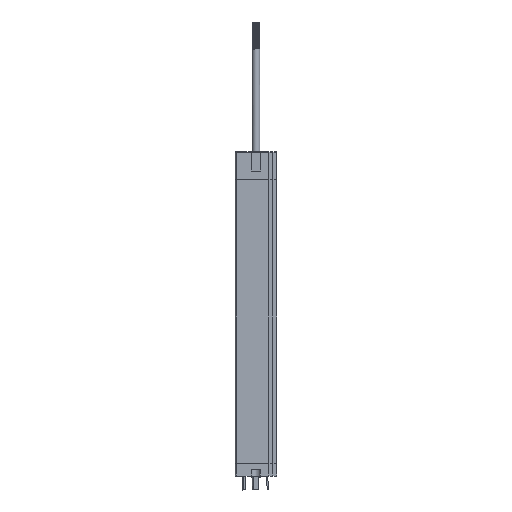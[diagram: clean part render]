
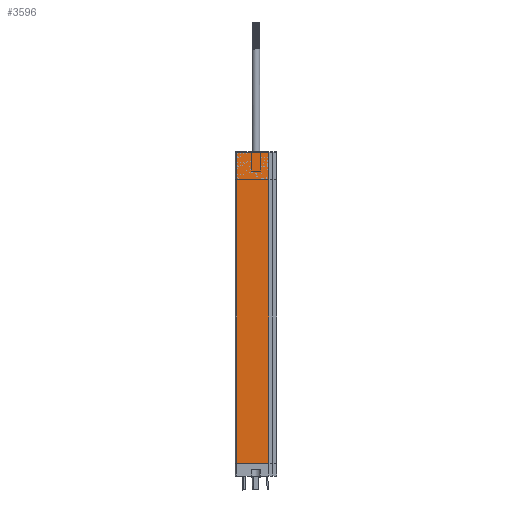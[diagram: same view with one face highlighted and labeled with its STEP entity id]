
A CAD part, left-side view. The second image highlights one B-rep face of the part: STEP entity #3596.
In plain terms, the highlighted planar face has unit normal (-1, 0, 0).
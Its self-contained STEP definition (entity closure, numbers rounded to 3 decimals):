
#32 = PLANE('',#33);
#33 = AXIS2_PLACEMENT_3D('',#34,#35,#36);
#34 = CARTESIAN_POINT('',(-16.393,14.989,246.28));
#35 = DIRECTION('',(0.,0.,1.));
#36 = DIRECTION('',(1.,0.,0.));
#832 = VERTEX_POINT('',#833);
#833 = CARTESIAN_POINT('',(-32.785,31.57,246.28));
#852 = CYLINDRICAL_SURFACE('',#853,1.);
#853 = AXIS2_PLACEMENT_3D('',#854,#855,#856);
#854 = CARTESIAN_POINT('',(-31.785,31.57,0.));
#855 = DIRECTION('',(0.,0.,1.));
#856 = DIRECTION('',(1.,0.,0.));
#886 = EDGE_CURVE('',#887,#832,#889,.T.);
#887 = VERTEX_POINT('',#888);
#888 = CARTESIAN_POINT('',(-32.785,6.01,246.28));
#889 = SURFACE_CURVE('',#890,(#894,#901),.PCURVE_S1.);
#890 = LINE('',#891,#892);
#891 = CARTESIAN_POINT('',(-32.785,6.01,246.28));
#892 = VECTOR('',#893,1.);
#893 = DIRECTION('',(0.,1.,0.));
#894 = PCURVE('',#32,#895);
#895 = DEFINITIONAL_REPRESENTATION('',(#896),#900);
#896 = LINE('',#897,#898);
#897 = CARTESIAN_POINT('',(-16.393,-8.979));
#898 = VECTOR('',#899,1.);
#899 = DIRECTION('',(0.,1.));
#900 = ( GEOMETRIC_REPRESENTATION_CONTEXT(2) 
PARAMETRIC_REPRESENTATION_CONTEXT() REPRESENTATION_CONTEXT('2D SPACE',''
  ) );
#901 = PCURVE('',#902,#907);
#902 = PLANE('',#903);
#903 = AXIS2_PLACEMENT_3D('',#904,#905,#906);
#904 = CARTESIAN_POINT('',(-32.785,25.87,0.));
#905 = DIRECTION('',(-1.,0.,0.));
#906 = DIRECTION('',(0.,0.,-1.));
#907 = DEFINITIONAL_REPRESENTATION('',(#908),#912);
#908 = LINE('',#909,#910);
#909 = CARTESIAN_POINT('',(-246.28,19.86));
#910 = VECTOR('',#911,1.);
#911 = DIRECTION('',(0.,-1.));
#912 = ( GEOMETRIC_REPRESENTATION_CONTEXT(2) 
PARAMETRIC_REPRESENTATION_CONTEXT() REPRESENTATION_CONTEXT('2D SPACE',''
  ) );
#930 = PLANE('',#931);
#931 = AXIS2_PLACEMENT_3D('',#932,#933,#934);
#932 = CARTESIAN_POINT('',(-31.418,6.01,0.));
#933 = DIRECTION('',(0.,-1.,0.));
#934 = DIRECTION('',(0.,0.,-1.));
#1381 = PLANE('',#1382);
#1382 = AXIS2_PLACEMENT_3D('',#1383,#1384,#1385);
#1383 = CARTESIAN_POINT('',(-16.393,14.989,0.));
#1384 = DIRECTION('',(0.,0.,1.));
#1385 = DIRECTION('',(1.,0.,0.));
#3553 = EDGE_CURVE('',#3554,#887,#3556,.T.);
#3554 = VERTEX_POINT('',#3555);
#3555 = CARTESIAN_POINT('',(-32.785,6.01,0.));
#3556 = SURFACE_CURVE('',#3557,(#3561,#3568),.PCURVE_S1.);
#3557 = LINE('',#3558,#3559);
#3558 = CARTESIAN_POINT('',(-32.785,6.01,0.));
#3559 = VECTOR('',#3560,1.);
#3560 = DIRECTION('',(0.,0.,1.));
#3561 = PCURVE('',#930,#3562);
#3562 = DEFINITIONAL_REPRESENTATION('',(#3563),#3567);
#3563 = LINE('',#3564,#3565);
#3564 = CARTESIAN_POINT('',(0.,-1.368));
#3565 = VECTOR('',#3566,1.);
#3566 = DIRECTION('',(-1.,0.));
#3567 = ( GEOMETRIC_REPRESENTATION_CONTEXT(2) 
PARAMETRIC_REPRESENTATION_CONTEXT() REPRESENTATION_CONTEXT('2D SPACE',''
  ) );
#3568 = PCURVE('',#902,#3569);
#3569 = DEFINITIONAL_REPRESENTATION('',(#3570),#3574);
#3570 = LINE('',#3571,#3572);
#3571 = CARTESIAN_POINT('',(0.,19.86));
#3572 = VECTOR('',#3573,1.);
#3573 = DIRECTION('',(-1.,0.));
#3574 = ( GEOMETRIC_REPRESENTATION_CONTEXT(2) 
PARAMETRIC_REPRESENTATION_CONTEXT() REPRESENTATION_CONTEXT('2D SPACE',''
  ) );
#3596 = ADVANCED_FACE('',(#3597),#902,.T.);
#3597 = FACE_BOUND('',#3598,.T.);
#3598 = EDGE_LOOP('',(#3599,#3600,#3601,#3646));
#3599 = ORIENTED_EDGE('',*,*,#3553,.T.);
#3600 = ORIENTED_EDGE('',*,*,#886,.T.);
#3601 = ORIENTED_EDGE('',*,*,#3602,.F.);
#3602 = EDGE_CURVE('',#3603,#832,#3605,.T.);
#3603 = VERTEX_POINT('',#3604);
#3604 = CARTESIAN_POINT('',(-32.785,31.57,0.));
#3605 = SURFACE_CURVE('',#3606,(#3610,#3617),.PCURVE_S1.);
#3606 = LINE('',#3607,#3608);
#3607 = CARTESIAN_POINT('',(-32.785,31.57,0.));
#3608 = VECTOR('',#3609,1.);
#3609 = DIRECTION('',(0.,0.,1.));
#3610 = PCURVE('',#902,#3611);
#3611 = DEFINITIONAL_REPRESENTATION('',(#3612),#3616);
#3612 = LINE('',#3613,#3614);
#3613 = CARTESIAN_POINT('',(0.,-5.7));
#3614 = VECTOR('',#3615,1.);
#3615 = DIRECTION('',(-1.,0.));
#3616 = ( GEOMETRIC_REPRESENTATION_CONTEXT(2) 
PARAMETRIC_REPRESENTATION_CONTEXT() REPRESENTATION_CONTEXT('2D SPACE',''
  ) );
#3617 = PCURVE('',#852,#3618);
#3618 = DEFINITIONAL_REPRESENTATION('',(#3619),#3645);
#3619 = B_SPLINE_CURVE_WITH_KNOTS('',3,(#3620,#3621,#3622,#3623,#3624,
    #3625,#3626,#3627,#3628,#3629,#3630,#3631,#3632,#3633,#3634,#3635,
    #3636,#3637,#3638,#3639,#3640,#3641,#3642,#3643,#3644),
  .UNSPECIFIED.,.F.,.F.,(4,1,1,1,1,1,1,1,1,1,1,1,1,1,1,1,1,1,1,1,1,1,4),
  (0.,11.195,22.389,33.584,
    44.778,55.973,67.167,78.362,
    89.556,100.751,111.945,123.14,
    134.335,145.529,156.724,167.918,
    179.113,190.307,201.502,212.696,
    223.891,235.085,246.28),.QUASI_UNIFORM_KNOTS.);
#3620 = CARTESIAN_POINT('',(3.142,0.));
#3621 = CARTESIAN_POINT('',(3.142,3.732));
#3622 = CARTESIAN_POINT('',(3.142,11.195));
#3623 = CARTESIAN_POINT('',(3.142,22.389));
#3624 = CARTESIAN_POINT('',(3.142,33.584));
#3625 = CARTESIAN_POINT('',(3.142,44.778));
#3626 = CARTESIAN_POINT('',(3.142,55.973));
#3627 = CARTESIAN_POINT('',(3.142,67.167));
#3628 = CARTESIAN_POINT('',(3.142,78.362));
#3629 = CARTESIAN_POINT('',(3.142,89.556));
#3630 = CARTESIAN_POINT('',(3.142,100.751));
#3631 = CARTESIAN_POINT('',(3.142,111.945));
#3632 = CARTESIAN_POINT('',(3.142,123.14));
#3633 = CARTESIAN_POINT('',(3.142,134.335));
#3634 = CARTESIAN_POINT('',(3.142,145.529));
#3635 = CARTESIAN_POINT('',(3.142,156.724));
#3636 = CARTESIAN_POINT('',(3.142,167.918));
#3637 = CARTESIAN_POINT('',(3.142,179.113));
#3638 = CARTESIAN_POINT('',(3.142,190.307));
#3639 = CARTESIAN_POINT('',(3.142,201.502));
#3640 = CARTESIAN_POINT('',(3.142,212.696));
#3641 = CARTESIAN_POINT('',(3.142,223.891));
#3642 = CARTESIAN_POINT('',(3.142,235.085));
#3643 = CARTESIAN_POINT('',(3.142,242.548));
#3644 = CARTESIAN_POINT('',(3.142,246.28));
#3645 = ( GEOMETRIC_REPRESENTATION_CONTEXT(2) 
PARAMETRIC_REPRESENTATION_CONTEXT() REPRESENTATION_CONTEXT('2D SPACE',''
  ) );
#3646 = ORIENTED_EDGE('',*,*,#3647,.T.);
#3647 = EDGE_CURVE('',#3603,#3554,#3648,.T.);
#3648 = SURFACE_CURVE('',#3649,(#3653,#3660),.PCURVE_S1.);
#3649 = LINE('',#3650,#3651);
#3650 = CARTESIAN_POINT('',(-32.785,31.57,0.));
#3651 = VECTOR('',#3652,1.);
#3652 = DIRECTION('',(0.,-1.,0.));
#3653 = PCURVE('',#902,#3654);
#3654 = DEFINITIONAL_REPRESENTATION('',(#3655),#3659);
#3655 = LINE('',#3656,#3657);
#3656 = CARTESIAN_POINT('',(0.,-5.7));
#3657 = VECTOR('',#3658,1.);
#3658 = DIRECTION('',(0.,1.));
#3659 = ( GEOMETRIC_REPRESENTATION_CONTEXT(2) 
PARAMETRIC_REPRESENTATION_CONTEXT() REPRESENTATION_CONTEXT('2D SPACE',''
  ) );
#3660 = PCURVE('',#1381,#3661);
#3661 = DEFINITIONAL_REPRESENTATION('',(#3662),#3666);
#3662 = LINE('',#3663,#3664);
#3663 = CARTESIAN_POINT('',(-16.393,16.581));
#3664 = VECTOR('',#3665,1.);
#3665 = DIRECTION('',(0.,-1.));
#3666 = ( GEOMETRIC_REPRESENTATION_CONTEXT(2) 
PARAMETRIC_REPRESENTATION_CONTEXT() REPRESENTATION_CONTEXT('2D SPACE',''
  ) );
